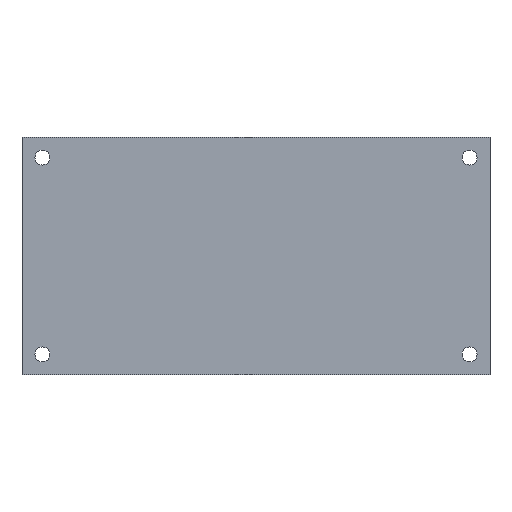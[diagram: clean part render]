
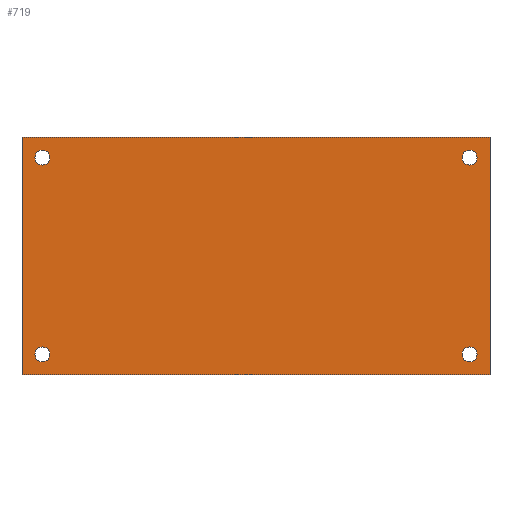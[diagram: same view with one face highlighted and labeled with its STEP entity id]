
A CAD part, front view. The second image highlights one B-rep face of the part: STEP entity #719.
In plain terms, the highlighted planar face has unit normal (0, -1, 0).
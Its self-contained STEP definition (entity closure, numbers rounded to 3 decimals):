
#207 = CIRCLE ( 'NONE', #4314, 2.2 ) ;
#208 = DIRECTION ( 'NONE',  ( 0., 0., 1. ) ) ;
#314 = EDGE_CURVE ( 'NONE', #7047, #6932, #8037, .T. ) ;
#580 = VERTEX_POINT ( 'NONE', #6766 ) ;
#646 = DIRECTION ( 'NONE',  ( 1., 0., 0. ) ) ;
#719 = ADVANCED_FACE ( 'NONE', ( #6678, #5923, #4094, #1197, #2264 ), #5349, .F. ) ;
#798 = EDGE_CURVE ( 'NONE', #580, #2556, #6575, .T. ) ;
#801 = EDGE_CURVE ( 'NONE', #5256, #8687, #6145, .T. ) ;
#1012 = CIRCLE ( 'NONE', #2708, 2.2 ) ;
#1036 = EDGE_LOOP ( 'NONE', ( #3395, #8612, #7072, #2372 ) ) ;
#1182 = CARTESIAN_POINT ( 'NONE',  ( 0., 0., 70. ) ) ;
#1197 = FACE_BOUND ( 'NONE', #7701, .T. ) ;
#1208 = CARTESIAN_POINT ( 'NONE',  ( 132., 0., 61.8 ) ) ;
#1247 = DIRECTION ( 'NONE',  ( 0., 1., 0. ) ) ;
#1315 = CARTESIAN_POINT ( 'NONE',  ( 0., 0., 0. ) ) ;
#1371 = CARTESIAN_POINT ( 'NONE',  ( 6., 0., 66.2 ) ) ;
#1569 = CARTESIAN_POINT ( 'NONE',  ( 0., 0., 70. ) ) ;
#1924 = DIRECTION ( 'NONE',  ( 0., 1., 0. ) ) ;
#1938 = DIRECTION ( 'NONE',  ( 0., 0., 1. ) ) ;
#2037 = CARTESIAN_POINT ( 'NONE',  ( 132., 0., 3.8 ) ) ;
#2154 = DIRECTION ( 'NONE',  ( 0., 0., 1. ) ) ;
#2247 = VERTEX_POINT ( 'NONE', #5240 ) ;
#2264 = FACE_OUTER_BOUND ( 'NONE', #1036, .T. ) ;
#2372 = ORIENTED_EDGE ( 'NONE', *, *, #4548, .T. ) ;
#2384 = DIRECTION ( 'NONE',  ( 0., 1., 0. ) ) ;
#2492 = CARTESIAN_POINT ( 'NONE',  ( 0., 0., 0. ) ) ;
#2556 = VERTEX_POINT ( 'NONE', #2999 ) ;
#2575 = DIRECTION ( 'NONE',  ( 0., 1., 0. ) ) ;
#2592 = DIRECTION ( 'NONE',  ( 0., 0., -1. ) ) ;
#2613 = EDGE_LOOP ( 'NONE', ( #7624, #4472 ) ) ;
#2691 = EDGE_CURVE ( 'NONE', #5356, #2247, #6617, .T. ) ;
#2708 = AXIS2_PLACEMENT_3D ( 'NONE', #8111, #1247, #1938 ) ;
#2803 = CARTESIAN_POINT ( 'NONE',  ( 6., 0., 64. ) ) ;
#2999 = CARTESIAN_POINT ( 'NONE',  ( 6., 0., 8.2 ) ) ;
#3058 = DIRECTION ( 'NONE',  ( 0., 0., -1. ) ) ;
#3269 = DIRECTION ( 'NONE',  ( 0., 1., 0. ) ) ;
#3273 = CARTESIAN_POINT ( 'NONE',  ( 132., 0., 6. ) ) ;
#3306 = CARTESIAN_POINT ( 'NONE',  ( 132., 0., 6. ) ) ;
#3308 = DIRECTION ( 'NONE',  ( 0., 1., 0. ) ) ;
#3352 = EDGE_LOOP ( 'NONE', ( #7279, #6390 ) ) ;
#3395 = ORIENTED_EDGE ( 'NONE', *, *, #6647, .T. ) ;
#3449 = CARTESIAN_POINT ( 'NONE',  ( 138., 0., 0. ) ) ;
#3469 = EDGE_LOOP ( 'NONE', ( #7489, #4259 ) ) ;
#3714 = AXIS2_PLACEMENT_3D ( 'NONE', #1182, #1924, #2154 ) ;
#3802 = DIRECTION ( 'NONE',  ( 0., 1., 0. ) ) ;
#3861 = VERTEX_POINT ( 'NONE', #4395 ) ;
#3866 = CARTESIAN_POINT ( 'NONE',  ( 0., 0., 70. ) ) ;
#4094 = FACE_BOUND ( 'NONE', #3469, .T. ) ;
#4203 = EDGE_CURVE ( 'NONE', #3861, #7522, #207, .T. ) ;
#4222 = EDGE_CURVE ( 'NONE', #5152, #5256, #7213, .T. ) ;
#4259 = ORIENTED_EDGE ( 'NONE', *, *, #798, .T. ) ;
#4314 = AXIS2_PLACEMENT_3D ( 'NONE', #2803, #7646, #208 ) ;
#4395 = CARTESIAN_POINT ( 'NONE',  ( 6., 0., 61.8 ) ) ;
#4472 = ORIENTED_EDGE ( 'NONE', *, *, #314, .T. ) ;
#4530 = VECTOR ( 'NONE', #3058, 1000. ) ;
#4548 = EDGE_CURVE ( 'NONE', #5152, #8560, #6333, .T. ) ;
#4606 = VECTOR ( 'NONE', #2592, 1000. ) ;
#4650 = AXIS2_PLACEMENT_3D ( 'NONE', #6500, #2384, #7212 ) ;
#4973 = CARTESIAN_POINT ( 'NONE',  ( 132., 0., 66.2 ) ) ;
#5152 = VERTEX_POINT ( 'NONE', #1569 ) ;
#5240 = CARTESIAN_POINT ( 'NONE',  ( 132., 0., 8.2 ) ) ;
#5256 = VERTEX_POINT ( 'NONE', #5810 ) ;
#5292 = EDGE_CURVE ( 'NONE', #7522, #3861, #5761, .T. ) ;
#5349 = PLANE ( 'NONE',  #3714 ) ;
#5356 = VERTEX_POINT ( 'NONE', #2037 ) ;
#5396 = DIRECTION ( 'NONE',  ( 0., 1., 0. ) ) ;
#5601 = CIRCLE ( 'NONE', #8852, 2.2 ) ;
#5725 = DIRECTION ( 'NONE',  ( 1., 0., 0. ) ) ;
#5761 = CIRCLE ( 'NONE', #8598, 2.2 ) ;
#5810 = CARTESIAN_POINT ( 'NONE',  ( 138., 0., 70. ) ) ;
#5890 = ORIENTED_EDGE ( 'NONE', *, *, #5292, .T. ) ;
#5892 = DIRECTION ( 'NONE',  ( 0., 0., 1. ) ) ;
#5923 = FACE_BOUND ( 'NONE', #3352, .T. ) ;
#5950 = VECTOR ( 'NONE', #646, 1000. ) ;
#6050 = CARTESIAN_POINT ( 'NONE',  ( 6., 0., 6. ) ) ;
#6088 = DIRECTION ( 'NONE',  ( 0., 0., 1. ) ) ;
#6145 = LINE ( 'NONE', #6453, #4530 ) ;
#6152 = DIRECTION ( 'NONE',  ( 0., 0., 1. ) ) ;
#6333 = LINE ( 'NONE', #3866, #4606 ) ;
#6390 = ORIENTED_EDGE ( 'NONE', *, *, #2691, .T. ) ;
#6395 = CARTESIAN_POINT ( 'NONE',  ( 0., 0., 70. ) ) ;
#6453 = CARTESIAN_POINT ( 'NONE',  ( 138., 0., 70. ) ) ;
#6500 = CARTESIAN_POINT ( 'NONE',  ( 6., 0., 6. ) ) ;
#6575 = CIRCLE ( 'NONE', #4650, 2.2 ) ;
#6617 = CIRCLE ( 'NONE', #8000, 2.2 ) ;
#6647 = EDGE_CURVE ( 'NONE', #8560, #8687, #7797, .T. ) ;
#6678 = FACE_BOUND ( 'NONE', #2613, .T. ) ;
#6764 = DIRECTION ( 'NONE',  ( 0., 0., 1. ) ) ;
#6765 = VECTOR ( 'NONE', #5725, 1000. ) ;
#6766 = CARTESIAN_POINT ( 'NONE',  ( 6., 0., 3.8 ) ) ;
#6932 = VERTEX_POINT ( 'NONE', #4973 ) ;
#7047 = VERTEX_POINT ( 'NONE', #1208 ) ;
#7072 = ORIENTED_EDGE ( 'NONE', *, *, #4222, .F. ) ;
#7212 = DIRECTION ( 'NONE',  ( 0., 0., 1. ) ) ;
#7213 = LINE ( 'NONE', #6395, #6765 ) ;
#7279 = ORIENTED_EDGE ( 'NONE', *, *, #8540, .T. ) ;
#7283 = CARTESIAN_POINT ( 'NONE',  ( 6., 0., 64. ) ) ;
#7403 = EDGE_CURVE ( 'NONE', #6932, #7047, #1012, .T. ) ;
#7447 = CARTESIAN_POINT ( 'NONE',  ( 132., 0., 64. ) ) ;
#7489 = ORIENTED_EDGE ( 'NONE', *, *, #8553, .T. ) ;
#7522 = VERTEX_POINT ( 'NONE', #1371 ) ;
#7624 = ORIENTED_EDGE ( 'NONE', *, *, #7403, .T. ) ;
#7646 = DIRECTION ( 'NONE',  ( 0., 1., 0. ) ) ;
#7701 = EDGE_LOOP ( 'NONE', ( #5890, #8601 ) ) ;
#7778 = CIRCLE ( 'NONE', #8289, 2.2 ) ;
#7797 = LINE ( 'NONE', #2492, #5950 ) ;
#8000 = AXIS2_PLACEMENT_3D ( 'NONE', #3273, #2575, #6764 ) ;
#8037 = CIRCLE ( 'NONE', #8772, 2.2 ) ;
#8111 = CARTESIAN_POINT ( 'NONE',  ( 132., 0., 64. ) ) ;
#8289 = AXIS2_PLACEMENT_3D ( 'NONE', #6050, #5396, #6152 ) ;
#8540 = EDGE_CURVE ( 'NONE', #2247, #5356, #5601, .T. ) ;
#8553 = EDGE_CURVE ( 'NONE', #2556, #580, #7778, .T. ) ;
#8560 = VERTEX_POINT ( 'NONE', #1315 ) ;
#8598 = AXIS2_PLACEMENT_3D ( 'NONE', #7283, #3802, #5892 ) ;
#8601 = ORIENTED_EDGE ( 'NONE', *, *, #4203, .T. ) ;
#8612 = ORIENTED_EDGE ( 'NONE', *, *, #801, .F. ) ;
#8687 = VERTEX_POINT ( 'NONE', #3449 ) ;
#8772 = AXIS2_PLACEMENT_3D ( 'NONE', #7447, #3308, #6088 ) ;
#8805 = DIRECTION ( 'NONE',  ( 0., 0., 1. ) ) ;
#8852 = AXIS2_PLACEMENT_3D ( 'NONE', #3306, #3269, #8805 ) ;
